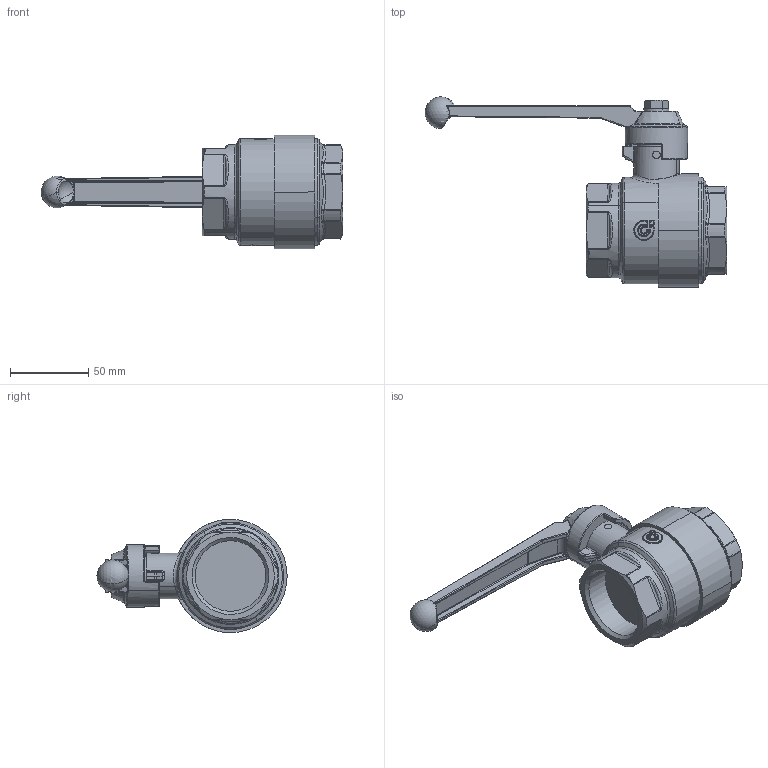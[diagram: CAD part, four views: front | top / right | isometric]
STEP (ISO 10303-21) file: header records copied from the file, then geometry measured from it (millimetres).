
FILE_DESCRIPTION(('CATIA V5 STEP Exchange','CAx-IF Rec.Pracs.--- Model Styling and Organization---1.4--- 2014-01-23','CAx-IF Rec.Pracs.---3D Tessellated Data Validation Properties---0.5---2014-09-14'),'2;1');
FILE_NAME('STEP_323080_-_TST.stp','2022-03-03T16:44:38+00:00',('none'),('none'),'CATIA Version 5-6 Release 2019 SP3','CATIA V5 STEP AP242 v1','none');
FILE_SCHEMA(('AP242_MANAGED_MODEL_BASED_3D_ENGINEERING_MIM_LF {1 0 10303 442 1 1 4}'));
Products named in the file (1): 323080 - TST
Bounding box: 192.92 x 121.7 x 72.5 mm (x, y, z)
Volume: 304335.1 mm3; surface area: 45327.7 mm2
Topology: 1 solids, 1 shells, 750 faces, 1784 edges, 969 vertices
Faces by surface type: bspline 370, cylinder 155, plane 75, sphere 53, cone 52, torus 45
Entity records: 42497 total; most frequent: CARTESIAN_POINT 29522, ORIENTED_EDGE 3400, EDGE_CURVE 1700, DIRECTION 1262, B_SPLINE_CURVE_WITH_KNOTS 1052, VERTEX_POINT 969, EDGE_LOOP 767, ADVANCED_FACE 750
